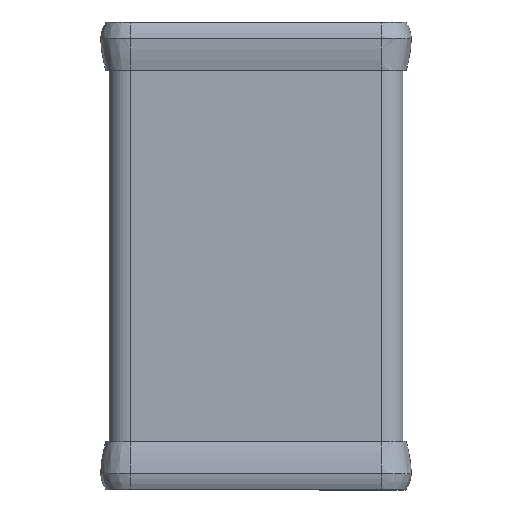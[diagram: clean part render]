
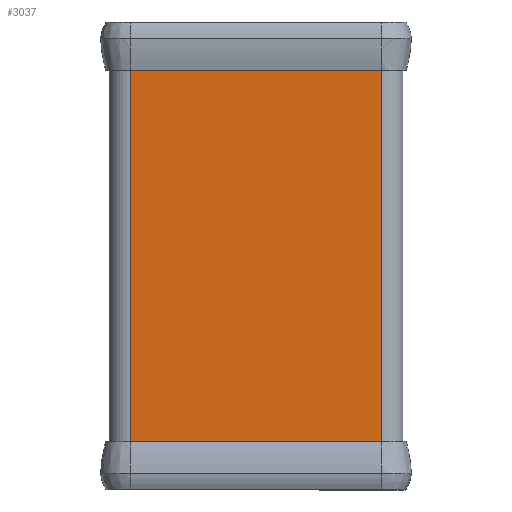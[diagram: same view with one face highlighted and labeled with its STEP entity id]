
A CAD part, front view. The second image highlights one B-rep face of the part: STEP entity #3037.
In plain terms, the highlighted planar face has unit normal (0, -1, 0).
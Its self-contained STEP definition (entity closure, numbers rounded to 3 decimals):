
#2428=CARTESIAN_POINT('',(23.,-11.5,-40.0));
#2429=VERTEX_POINT('',#2428);
#2437=CARTESIAN_POINT('',(-23.0,-11.5,-40.0));
#2438=VERTEX_POINT('',#2437);
#2439=CARTESIAN_POINT('',(-23.,-11.5,-40.0));
#2440=DIRECTION('',(1.0,0.0,0.0));
#2441=VECTOR('',#2440,46.0);
#2442=LINE('',#2439,#2441);
#2443=EDGE_CURVE('',#2438,#2429,#2442,.T.);
#2994=CARTESIAN_POINT('',(23.,-11.5,40.0));
#2995=VERTEX_POINT('',#2994);
#3003=CARTESIAN_POINT('',(23.,-11.5,-40.0));
#3004=DIRECTION('',(0.0,0.0,1.0));
#3005=VECTOR('',#3004,80.0);
#3006=LINE('',#3003,#3005);
#3007=EDGE_CURVE('',#2429,#2995,#3006,.T.);
#3014=CARTESIAN_POINT('',(23.,-11.5,0.0));
#3015=DIRECTION('',(0.0,-1.0,0.0));
#3016=DIRECTION('',(0.0,0.0,-1.0));
#3017=AXIS2_PLACEMENT_3D('',#3014,#3015,#3016);
#3018=PLANE('',#3017);
#3019=CARTESIAN_POINT('',(-23.0,-11.5,40.0));
#3020=VERTEX_POINT('',#3019);
#3021=CARTESIAN_POINT('',(23.,-11.5,40.0));
#3022=DIRECTION('',(-1.0,0.0,0.0));
#3023=VECTOR('',#3022,46.0);
#3024=LINE('',#3021,#3023);
#3025=EDGE_CURVE('',#2995,#3020,#3024,.T.);
#3026=ORIENTED_EDGE('',*,*,#3025,.T.);
#3027=CARTESIAN_POINT('',(-23.0,-11.5,-40.0));
#3028=DIRECTION('',(0.0,0.0,1.0));
#3029=VECTOR('',#3028,80.0);
#3030=LINE('',#3027,#3029);
#3031=EDGE_CURVE('',#2438,#3020,#3030,.T.);
#3032=ORIENTED_EDGE('',*,*,#3031,.F.);
#3033=ORIENTED_EDGE('',*,*,#2443,.T.);
#3034=ORIENTED_EDGE('',*,*,#3007,.T.);
#3035=EDGE_LOOP('',(#3026,#3032,#3033,#3034));
#3036=FACE_OUTER_BOUND('',#3035,.T.);
#3037=ADVANCED_FACE('',(#3036),#3018,.T.);
